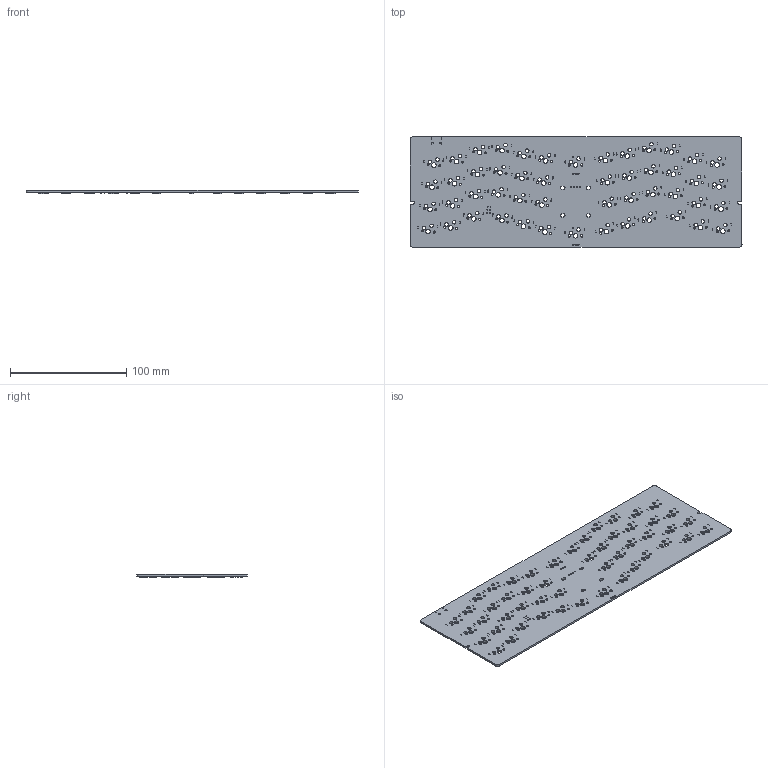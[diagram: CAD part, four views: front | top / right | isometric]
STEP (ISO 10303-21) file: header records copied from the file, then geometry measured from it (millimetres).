
FILE_DESCRIPTION(('KiCad electronic assembly'),'2;1');
FILE_NAME('ergo_60_case.step','2021-01-18T22:41:41',('An Author'),( 'A Company'),'Open CASCADE STEP processor 6.9', 'KiCad to STEP converter','Unknown');
FILE_SCHEMA(('AUTOMOTIVE_DESIGN { 1 0 10303 214 1 1 1 1 }'));
Length unit declared in the file: millimetre
Products named in the file (12): Open CASCADE STEP translator 6.9 1; D_SOD-123; SOLID; Crystal_SMD_3225-4Pin_3.2x2.5mm; R_0603_1608Metric; Fuse_1206_3216Metric; C_0603_1608Metric; COMPOUND
Assembly tree (71 placements, depth 3):
  Open CASCADE STEP translator 6.9 1
    D_SOD-123  x50
      SOLID
    Crystal_SMD_3225-4Pin_3.2x2.5mm
      SOLID
    R_0603_1608Metric  x6
      SOLID
    Fuse_1206_3216Metric
      SOLID
    C_0603_1608Metric  x7
      SOLID
    COMPOUND
Bounding box: 285.01 x 94.6 x 2.9 mm (x, y, z)
Volume: 40706 mm3; surface area: 56906.5 mm2
Topology: 66 solids, 66 shells, 4300 faces, 10478 edges, 6376 vertices
Faces by surface type: plane 1942, bspline 1300, cylinder 1058
Full cylindrical faces by diameter (mm): 0.4 x200, 0.65 x2, 0.8 x6, 1 x12, 1.75 x96, 3 x98, 3.988 x50
Entity records: 57760 total; most frequent: CARTESIAN_POINT 14829, DIRECTION 7670, ORIENTED_EDGE 4124, PCURVE 4124, DEFINITIONAL_REPRESENTATION 4124, LINE 3868, VECTOR 3868, EDGE_CURVE 2062
